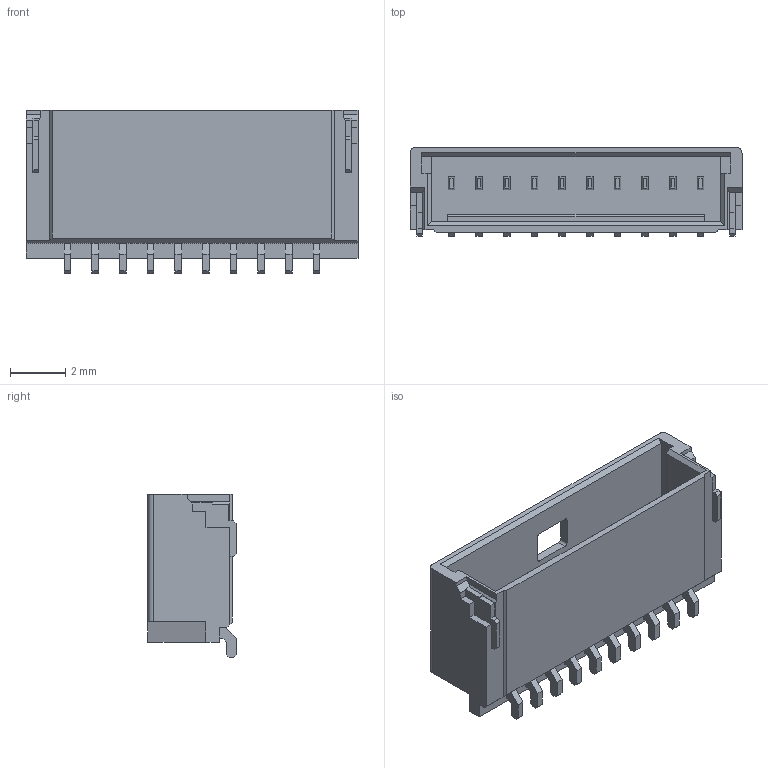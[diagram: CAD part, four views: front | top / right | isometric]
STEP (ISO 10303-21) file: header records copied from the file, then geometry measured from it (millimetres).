
FILE_DESCRIPTION (( 'STEP AP214' ), '1' );
FILE_NAME ('2023961007.STEP', '2024-03-28T19:32:25', ( '' ), ( '' ), 'SwSTEP 2.0', 'SolidWorks 2021', '' );
FILE_SCHEMA (( 'AUTOMOTIVE_DESIGN' ));
Length unit declared in the file: millimetre
Products named in the file (1): 2023961007
Bounding box: 12 x 3.2 x 5.9 mm (x, y, z)
Volume: 96.9 mm3; surface area: 390.6 mm2
Topology: 23 solids, 23 shells, 319 faces, 774 edges, 502 vertices
Faces by surface type: plane 313, cylinder 6
Entity records: 11157 total; most frequent: CARTESIAN_POINT 1596, ORIENTED_EDGE 1548, DIRECTION 1426, EDGE_CURVE 774, LINE 762, VECTOR 762, VERTEX_POINT 502, AXIS2_PLACEMENT_3D 332
